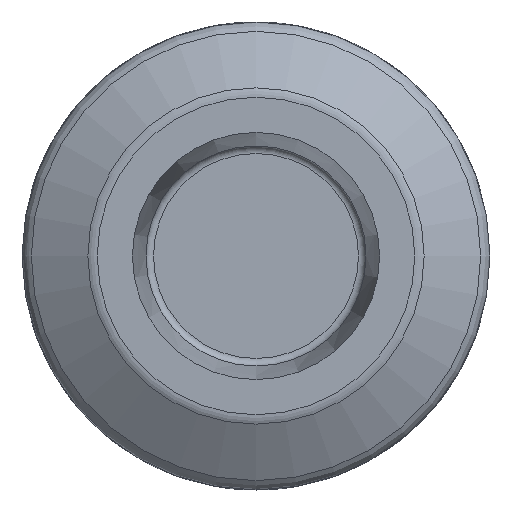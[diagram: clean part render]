
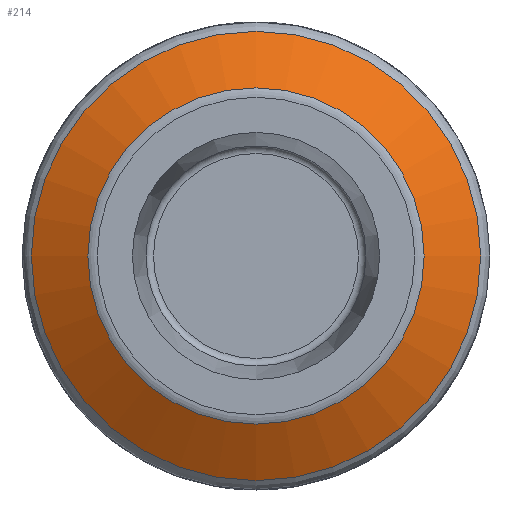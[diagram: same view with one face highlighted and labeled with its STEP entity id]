
A CAD part, left-side view. The second image highlights one B-rep face of the part: STEP entity #214.
In plain terms, the highlighted conical face has half-angle 60 degrees and reference radius 24 mm.
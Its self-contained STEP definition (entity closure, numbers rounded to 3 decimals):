
#160=CONICAL_SURFACE('',#909,24.,60.);
#214=ADVANCED_FACE('',(#328,#329),#160,.T.);
#328=FACE_BOUND('',#425,.T.);
#329=FACE_BOUND('',#426,.T.);
#425=EDGE_LOOP('',(#603));
#426=EDGE_LOOP('',(#604));
#603=ORIENTED_EDGE('',*,*,#769,.F.);
#604=ORIENTED_EDGE('',*,*,#773,.T.);
#680=VERTEX_POINT('',#2044);
#684=VERTEX_POINT('',#2056);
#769=EDGE_CURVE('',#680,#680,#802,.T.);
#773=EDGE_CURVE('',#684,#684,#806,.T.);
#802=CIRCLE('',#900,24.);
#806=CIRCLE('',#908,17.964);
#900=AXIS2_PLACEMENT_3D('',#2043,#1104,#1105);
#908=AXIS2_PLACEMENT_3D('',#2055,#1120,#1121);
#909=AXIS2_PLACEMENT_3D('',#2057,#1122,#1123);
#1104=DIRECTION('',(1.,0.,0.));
#1105=DIRECTION('',(0.,1.,0.));
#1120=DIRECTION('',(1.,0.,0.));
#1121=DIRECTION('',(0.,1.,0.));
#1122=DIRECTION('',(1.,0.,0.));
#1123=DIRECTION('',(0.,1.,0.));
#2043=CARTESIAN_POINT('',(-9.247,0.,0.));
#2044=CARTESIAN_POINT('',(-9.247,24.,0.));
#2055=CARTESIAN_POINT('',(-12.732,0.,0.));
#2056=CARTESIAN_POINT('',(-12.732,17.964,0.));
#2057=CARTESIAN_POINT('',(-9.247,0.,0.));
